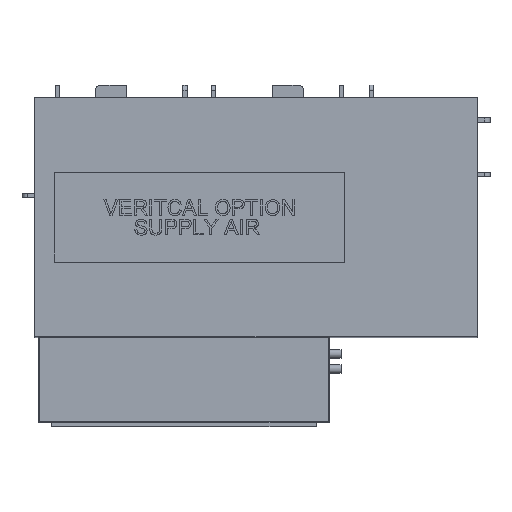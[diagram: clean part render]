
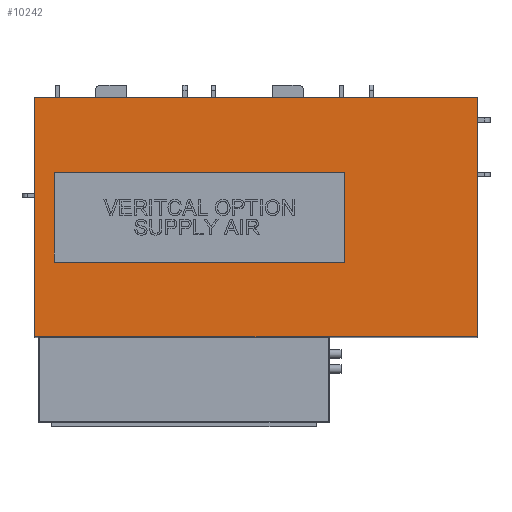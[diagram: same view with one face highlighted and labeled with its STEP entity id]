
A CAD part, top view. The second image highlights one B-rep face of the part: STEP entity #10242.
In plain terms, the highlighted planar face has unit normal (0, 0, 1).
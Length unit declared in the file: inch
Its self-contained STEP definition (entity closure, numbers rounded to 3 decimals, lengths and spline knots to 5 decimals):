
#206=LINE('',#15283,#1063);
#207=LINE('',#15286,#1064);
#208=LINE('',#15288,#1065);
#209=LINE('',#15290,#1066);
#210=LINE('',#15291,#1067);
#211=LINE('',#15294,#1068);
#212=LINE('',#15296,#1069);
#213=LINE('',#15298,#1070);
#1063=VECTOR('',#11582,39.37008);
#1064=VECTOR('',#11583,39.37008);
#1065=VECTOR('',#11584,39.37008);
#1066=VECTOR('',#11585,39.37008);
#1067=VECTOR('',#11586,39.37008);
#1068=VECTOR('',#11587,39.37008);
#1069=VECTOR('',#11588,39.37008);
#1070=VECTOR('',#11589,39.37008);
#2251=ORIENTED_EDGE('',*,*,#5331,.F.);
#2252=ORIENTED_EDGE('',*,*,#5332,.F.);
#2253=ORIENTED_EDGE('',*,*,#5333,.T.);
#2254=ORIENTED_EDGE('',*,*,#5334,.T.);
#2255=ORIENTED_EDGE('',*,*,#5335,.T.);
#2256=ORIENTED_EDGE('',*,*,#5336,.T.);
#2257=ORIENTED_EDGE('',*,*,#5337,.T.);
#2258=ORIENTED_EDGE('',*,*,#5338,.T.);
#5331=EDGE_CURVE('',#6875,#6876,#206,.T.);
#5332=EDGE_CURVE('',#6877,#6875,#207,.T.);
#5333=EDGE_CURVE('',#6877,#6878,#208,.T.);
#5334=EDGE_CURVE('',#6878,#6876,#209,.T.);
#5335=EDGE_CURVE('',#6879,#6880,#210,.T.);
#5336=EDGE_CURVE('',#6880,#6881,#211,.T.);
#5337=EDGE_CURVE('',#6881,#6882,#212,.T.);
#5338=EDGE_CURVE('',#6882,#6879,#213,.T.);
#6875=VERTEX_POINT('',#15284);
#6876=VERTEX_POINT('',#15285);
#6877=VERTEX_POINT('',#15287);
#6878=VERTEX_POINT('',#15289);
#6879=VERTEX_POINT('',#15292);
#6880=VERTEX_POINT('',#15293);
#6881=VERTEX_POINT('',#15295);
#6882=VERTEX_POINT('',#15297);
#8288=EDGE_LOOP('',(#2251,#2252,#2253,#2254));
#8289=EDGE_LOOP('',(#2255,#2256,#2257,#2258));
#9017=FACE_BOUND('',#8288,.T.);
#9018=FACE_BOUND('',#8289,.T.);
#9695=PLANE('',#10881);
#10242=ADVANCED_FACE('',(#9017,#9018),#9695,.T.);
#10881=AXIS2_PLACEMENT_3D('',#15282,#11580,#11581);
#11580=DIRECTION('',(0.,0.,1.));
#11581=DIRECTION('',(1.,0.,0.));
#11582=DIRECTION('',(1.,0.,0.));
#11583=DIRECTION('',(0.,1.,0.));
#11584=DIRECTION('',(1.,0.,0.));
#11585=DIRECTION('',(0.,1.,0.));
#11586=DIRECTION('',(-1.,0.,0.));
#11587=DIRECTION('',(0.,1.,0.));
#11588=DIRECTION('',(1.,0.,0.));
#11589=DIRECTION('',(0.,-1.,0.));
#15282=CARTESIAN_POINT('',(-41.90477,-22.65477,84.7656));
#15283=CARTESIAN_POINT('',(-41.90477,22.65477,84.7656));
#15284=CARTESIAN_POINT('',(-41.90477,22.65477,84.7656));
#15285=CARTESIAN_POINT('',(41.9406,22.65477,84.7656));
#15286=CARTESIAN_POINT('',(-41.90477,-22.65477,84.7656));
#15287=CARTESIAN_POINT('',(-41.90477,-22.65477,84.7656));
#15288=CARTESIAN_POINT('',(-41.90477,-22.65477,84.7656));
#15289=CARTESIAN_POINT('',(41.9406,-22.65477,84.7656));
#15290=CARTESIAN_POINT('',(41.9406,-22.65477,84.7656));
#15291=CARTESIAN_POINT('',(16.7435,-8.4845,84.7656));
#15292=CARTESIAN_POINT('',(16.7435,-8.4845,84.7656));
#15293=CARTESIAN_POINT('',(-38.1755,-8.4845,84.7656));
#15294=CARTESIAN_POINT('',(-38.1755,-8.4845,84.7656));
#15295=CARTESIAN_POINT('',(-38.1755,8.4345,84.7656));
#15296=CARTESIAN_POINT('',(-38.1755,8.4345,84.7656));
#15297=CARTESIAN_POINT('',(16.7435,8.4345,84.7656));
#15298=CARTESIAN_POINT('',(16.7435,8.4345,84.7656));
